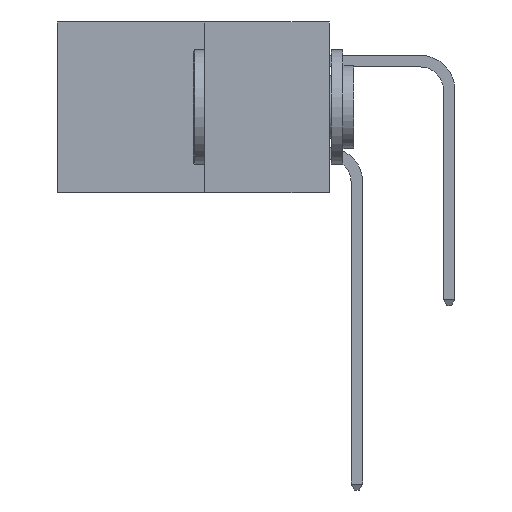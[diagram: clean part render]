
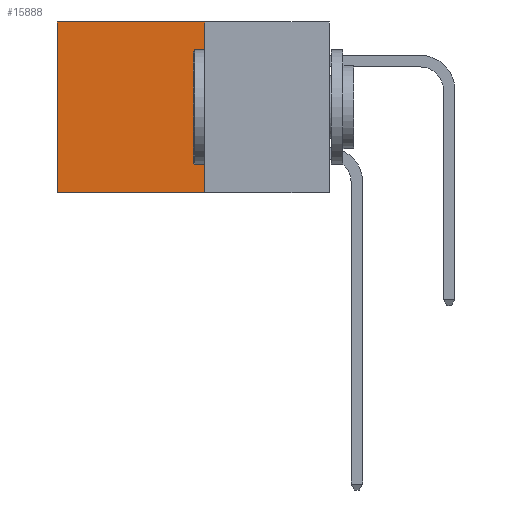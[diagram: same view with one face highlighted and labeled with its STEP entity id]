
A CAD part, left-side view. The second image highlights one B-rep face of the part: STEP entity #15888.
In plain terms, the highlighted planar face has unit normal (-1, 0, 0).
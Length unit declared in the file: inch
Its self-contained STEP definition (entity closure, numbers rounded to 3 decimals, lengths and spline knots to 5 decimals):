
#84 = VERTEX_POINT ( 'NONE', #15008 ) ;
#223 = ORIENTED_EDGE ( 'NONE', *, *, #17869, .F. ) ;
#993 = FACE_OUTER_BOUND ( 'NONE', #8476, .T. ) ;
#2168 = DIRECTION ( 'NONE',  ( 0., 0., -1. ) ) ;
#2303 = CARTESIAN_POINT ( 'NONE',  ( 0.277, 0.27, 0. ) ) ;
#2311 = CARTESIAN_POINT ( 'NONE',  ( 0.277, 0.27, -0.37 ) ) ;
#2817 = DIRECTION ( 'NONE',  ( 0., 1., 0. ) ) ;
#3190 = ORIENTED_EDGE ( 'NONE', *, *, #20949, .T. ) ;
#4431 = LINE ( 'NONE', #2303, #16719 ) ;
#6687 = EDGE_CURVE ( 'NONE', #84, #30204, #28246, .T. ) ;
#7819 = VECTOR ( 'NONE', #2817, 39.37008 ) ;
#8476 = EDGE_LOOP ( 'NONE', ( #3190, #223, #28882, #29633 ) ) ;
#9337 = VECTOR ( 'NONE', #22724, 39.37008 ) ;
#11304 = PLANE ( 'NONE',  #30527 ) ;
#12979 = CARTESIAN_POINT ( 'NONE',  ( 0.277, 0.59, -0.37 ) ) ;
#15008 = CARTESIAN_POINT ( 'NONE',  ( 0.277, 0.27, 0. ) ) ;
#15133 = CARTESIAN_POINT ( 'NONE',  ( 0.277, 0.59, -0.37 ) ) ;
#15439 = CARTESIAN_POINT ( 'NONE',  ( 0.277, 0.59, 0. ) ) ;
#15851 = LINE ( 'NONE', #12979, #9337 ) ;
#15888 = ADVANCED_FACE ( 'NONE', ( #993 ), #11304, .F. ) ;
#16249 = DIRECTION ( 'NONE',  ( 0., 0., -1. ) ) ;
#16719 = VECTOR ( 'NONE', #21838, 39.37008 ) ;
#17522 = CARTESIAN_POINT ( 'NONE',  ( 0.277, 0.27, -0.37 ) ) ;
#17869 = EDGE_CURVE ( 'NONE', #30204, #31183, #27110, .T. ) ;
#20949 = EDGE_CURVE ( 'NONE', #31302, #31183, #15851, .T. ) ;
#21838 = DIRECTION ( 'NONE',  ( 0., 1., 0. ) ) ;
#22724 = DIRECTION ( 'NONE',  ( 0., 0., -1. ) ) ;
#27110 = LINE ( 'NONE', #17522, #7819 ) ;
#27499 = VECTOR ( 'NONE', #2168, 39.37008 ) ;
#28179 = CARTESIAN_POINT ( 'NONE',  ( 0.277, 0.27, -0.37 ) ) ;
#28246 = LINE ( 'NONE', #2311, #27499 ) ;
#28882 = ORIENTED_EDGE ( 'NONE', *, *, #6687, .F. ) ;
#29633 = ORIENTED_EDGE ( 'NONE', *, *, #29774, .T. ) ;
#29774 = EDGE_CURVE ( 'NONE', #84, #31302, #4431, .T. ) ;
#30204 = VERTEX_POINT ( 'NONE', #30782 ) ;
#30527 = AXIS2_PLACEMENT_3D ( 'NONE', #28179, #30593, #16249 ) ;
#30593 = DIRECTION ( 'NONE',  ( 1., 0., 0. ) ) ;
#30782 = CARTESIAN_POINT ( 'NONE',  ( 0.277, 0.27, -0.37 ) ) ;
#31183 = VERTEX_POINT ( 'NONE', #15133 ) ;
#31302 = VERTEX_POINT ( 'NONE', #15439 ) ;
